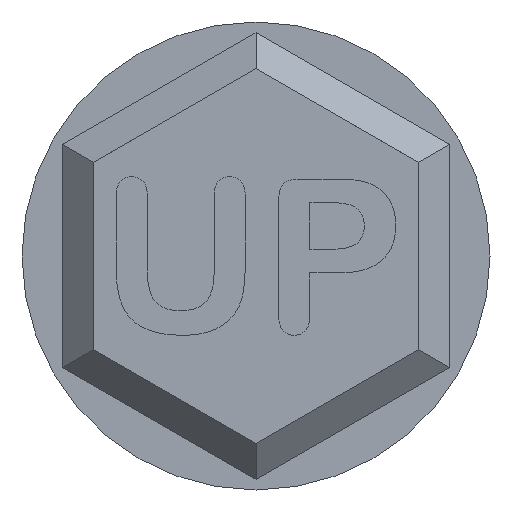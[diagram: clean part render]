
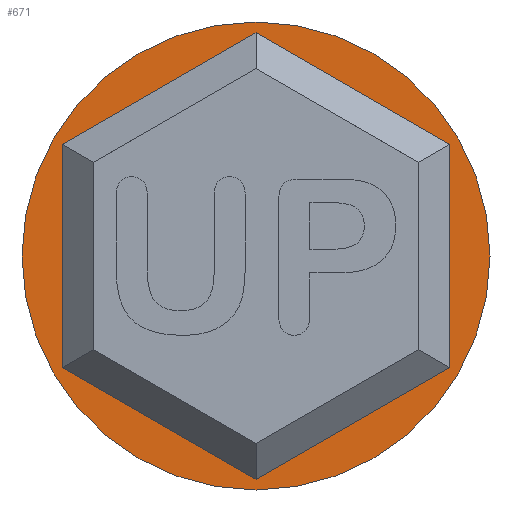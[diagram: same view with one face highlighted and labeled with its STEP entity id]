
A CAD part, left-side view. The second image highlights one B-rep face of the part: STEP entity #671.
In plain terms, the highlighted planar face has unit normal (-1, 0, 0).
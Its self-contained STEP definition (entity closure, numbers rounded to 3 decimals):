
#568=CARTESIAN_POINT('',(-18.,7.,-7.5));
#569=VERTEX_POINT('',#568);
#576=CARTESIAN_POINT('',(-18.,7.,7.5));
#577=VERTEX_POINT('',#576);
#578=CARTESIAN_POINT('',(-18.,7.,-0.));
#579=DIRECTION('',(-1.,0.,0.));
#580=DIRECTION('',(0.,0.,1.));
#581=AXIS2_PLACEMENT_3D('',#578,#579,#580);
#582=CIRCLE('',#581,7.5);
#583=EDGE_CURVE('',#577,#569,#582,.T.);
#585=CARTESIAN_POINT('',(-18.,7.,-0.));
#586=DIRECTION('',(-1.,0.,0.));
#587=DIRECTION('',(0.,0.,1.));
#588=AXIS2_PLACEMENT_3D('',#585,#586,#587);
#589=CIRCLE('',#588,7.5);
#590=EDGE_CURVE('',#569,#577,#589,.T.);
#612=CARTESIAN_POINT('',(-18.,17.,10.));
#613=DIRECTION('',(-1.,0.,0.));
#614=DIRECTION('',(0.,0.,1.));
#615=AXIS2_PLACEMENT_3D('',#612,#613,#614);
#616=PLANE('',#615);
#617=CARTESIAN_POINT('',(-18.,13.196,-3.577));
#618=VERTEX_POINT('',#617);
#619=CARTESIAN_POINT('',(-18.,13.196,3.577));
#620=VERTEX_POINT('',#619);
#621=CARTESIAN_POINT('',(-18.,13.196,-3.577));
#622=DIRECTION('',(0.,0.,1.));
#623=VECTOR('',#622,7.155);
#624=LINE('',#621,#623);
#625=EDGE_CURVE('',#618,#620,#624,.T.);
#626=ORIENTED_EDGE('',*,*,#625,.T.);
#627=CARTESIAN_POINT('',(-18.,7.,7.155));
#628=VERTEX_POINT('',#627);
#629=CARTESIAN_POINT('',(-18.,13.196,3.577));
#630=DIRECTION('',(0.,-0.866,0.5));
#631=VECTOR('',#630,7.155);
#632=LINE('',#629,#631);
#633=EDGE_CURVE('',#620,#628,#632,.T.);
#634=ORIENTED_EDGE('',*,*,#633,.T.);
#635=CARTESIAN_POINT('',(-18.,0.804,3.577));
#636=VERTEX_POINT('',#635);
#637=CARTESIAN_POINT('',(-18.,7.,7.155));
#638=DIRECTION('',(0.,-0.866,-0.5));
#639=VECTOR('',#638,7.155);
#640=LINE('',#637,#639);
#641=EDGE_CURVE('',#628,#636,#640,.T.);
#642=ORIENTED_EDGE('',*,*,#641,.T.);
#643=CARTESIAN_POINT('',(-18.,0.804,-3.577));
#644=VERTEX_POINT('',#643);
#645=CARTESIAN_POINT('',(-18.,0.804,3.577));
#646=DIRECTION('',(0.,0.,-1.));
#647=VECTOR('',#646,7.155);
#648=LINE('',#645,#647);
#649=EDGE_CURVE('',#636,#644,#648,.T.);
#650=ORIENTED_EDGE('',*,*,#649,.T.);
#651=CARTESIAN_POINT('',(-18.,7.,-7.155));
#652=VERTEX_POINT('',#651);
#653=CARTESIAN_POINT('',(-18.,0.804,-3.577));
#654=DIRECTION('',(0.,0.866,-0.5));
#655=VECTOR('',#654,7.155);
#656=LINE('',#653,#655);
#657=EDGE_CURVE('',#644,#652,#656,.T.);
#658=ORIENTED_EDGE('',*,*,#657,.T.);
#659=CARTESIAN_POINT('',(-18.,7.,-7.155));
#660=DIRECTION('',(0.,0.866,0.5));
#661=VECTOR('',#660,7.155);
#662=LINE('',#659,#661);
#663=EDGE_CURVE('',#652,#618,#662,.T.);
#664=ORIENTED_EDGE('',*,*,#663,.T.);
#665=EDGE_LOOP('',(#626,#634,#642,#650,#658,#664));
#666=FACE_BOUND('',#665,.T.);
#667=ORIENTED_EDGE('',*,*,#583,.T.);
#668=ORIENTED_EDGE('',*,*,#590,.T.);
#669=EDGE_LOOP('',(#667,#668));
#670=FACE_BOUND('',#669,.T.);
#671=ADVANCED_FACE('',(#666,#670),#616,.T.);
